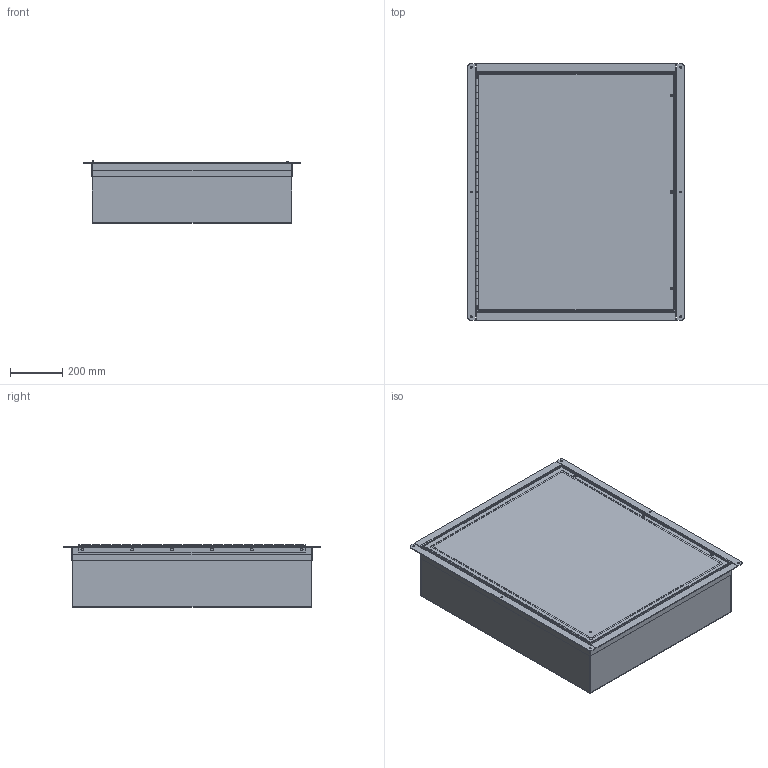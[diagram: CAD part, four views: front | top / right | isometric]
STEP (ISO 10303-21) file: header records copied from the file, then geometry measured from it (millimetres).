
FILE_DESCRIPTION(/* description */ ('36X30X8 WAFM TUB'),/* implementation_level */ '2;1');
FILE_NAME(/* name */ 'WA363008FM.stp',/* time_stamp */ '2016-03-11T09:48:58-06:00',/* author */ ('mraetz'),/* organization */ (''),/* preprocessor_version */ 'ST-DEVELOPER v16.1',/* originating_system */ 'Autodesk Inventor 2016',/* authorisation */ '');
FILE_SCHEMA (('AUTOMOTIVE_DESIGN { 1 0 10303 214 3 1 1 }'));
Length unit declared in the file: inch
Products named in the file (16): WA363008FMBKP; WA3630FMLID; 388116; H6010103T; H6010103L; H6010103 P; H6010103; 38846; 372123; 39035; 39077; 38853; 30633; 30634; 36X30; WAFM_ASSM
Assembly tree (30 placements, depth 3):
  WAFM_ASSM
    WA363008FMBKP
    WA3630FMLID
    388116  x6
    H6010103
      H6010103T
      H6010103L
      H6010103 P
    38846
    372123  x3
    39035  x3
    39077  x3
    38853  x3
    30633  x2
    30634  x2
    36X30
Bounding box: 825.5 x 977.9 x 238.76 mm (x, y, z)
Volume: 5479557.7 mm3; surface area: 5368323.5 mm2
Topology: 29 solids, 29 shells, 804 faces, 1839 edges, 1115 vertices
Faces by surface type: plane 508, cylinder 215, bspline 44, cone 31, torus 6
Full cylindrical faces by diameter (mm): 0.787 x3, 3.048 x1, 3.962 x3, 4.775 x3, 4.826 x3, 6.35 x1, 7.061 x3, 7.137 x9, 7.938 x3, 8.382 x12, 8.56 x1, 9.525 x6, 10.516 x3, 11.112 x3, 11.506 x3, 15.875 x6
Entity records: 19007 total; most frequent: CARTESIAN_POINT 4256, DIRECTION 2864, ORIENTED_EDGE 2804, EDGE_CURVE 1402, LINE 1014, VECTOR 1014, AXIS2_PLACEMENT_3D 925, VERTEX_POINT 854
